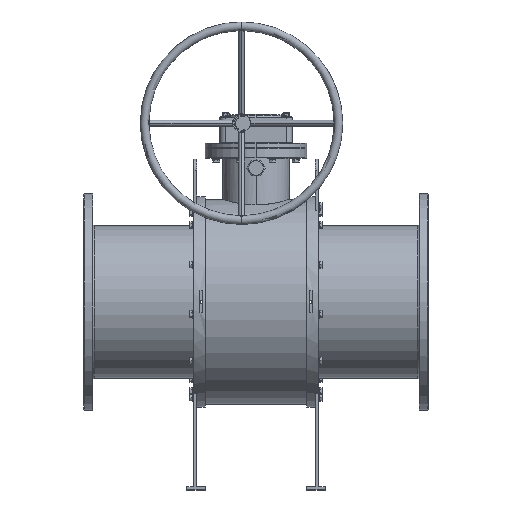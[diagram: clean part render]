
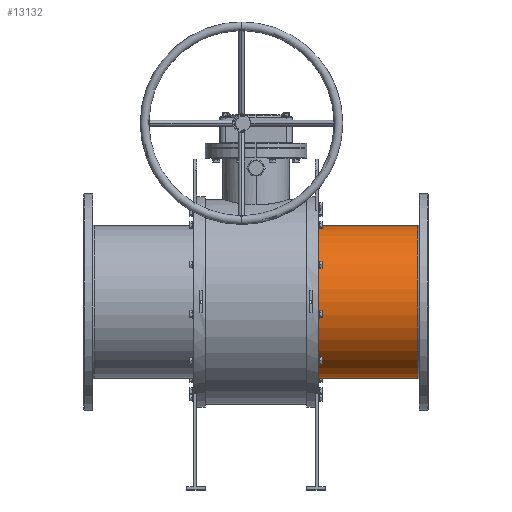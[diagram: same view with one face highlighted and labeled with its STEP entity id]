
A CAD part, top view. The second image highlights one B-rep face of the part: STEP entity #13132.
In plain terms, the highlighted cylindrical face has radius 264.5 mm (diameter 529 mm), a partial arc.
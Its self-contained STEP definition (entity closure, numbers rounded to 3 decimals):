
#247 = CARTESIAN_POINT ( 'NONE',  ( -597., 0., 0. ) ) ;
#383 = AXIS2_PLACEMENT_3D ( 'NONE', #19449, #5117, #20151 ) ;
#593 = AXIS2_PLACEMENT_3D ( 'NONE', #26162, #24226, #21863 ) ;
#1328 = ORIENTED_EDGE ( 'NONE', *, *, #17302, .T. ) ;
#1616 = EDGE_CURVE ( 'NONE', #23207, #14486, #25687, .T. ) ;
#1917 = EDGE_CURVE ( 'NONE', #23207, #27230, #8703, .T. ) ;
#3381 = CARTESIAN_POINT ( 'NONE',  ( 560., 264.5, 0. ) ) ;
#4115 = LINE ( 'NONE', #12612, #19542 ) ;
#4245 = ORIENTED_EDGE ( 'NONE', *, *, #1917, .F. ) ;
#4530 = DIRECTION ( 'NONE',  ( -1., 0., 0. ) ) ;
#4580 = CIRCLE ( 'NONE', #593, 264.5 ) ;
#5117 = DIRECTION ( 'NONE',  ( -1., 0., 0. ) ) ;
#8703 = LINE ( 'NONE', #21499, #26571 ) ;
#8844 = DIRECTION ( 'NONE',  ( 0., -1., 0. ) ) ;
#9121 = DIRECTION ( 'NONE',  ( -1., 0., 0. ) ) ;
#10810 = FACE_OUTER_BOUND ( 'NONE', #20382, .T. ) ;
#12612 = CARTESIAN_POINT ( 'NONE',  ( -597., 264.5, 0. ) ) ;
#13132 = ADVANCED_FACE ( 'NONE', ( #10810 ), #19567, .T. ) ;
#14486 = VERTEX_POINT ( 'NONE', #3381 ) ;
#15259 = CARTESIAN_POINT ( 'NONE',  ( 215., -264.5, 0. ) ) ;
#16238 = ORIENTED_EDGE ( 'NONE', *, *, #1616, .T. ) ;
#16638 = CARTESIAN_POINT ( 'NONE',  ( 560., -264.5, 0. ) ) ;
#16732 = VERTEX_POINT ( 'NONE', #26499 ) ;
#17302 = EDGE_CURVE ( 'NONE', #16732, #27230, #4580, .T. ) ;
#17978 = AXIS2_PLACEMENT_3D ( 'NONE', #247, #4530, #8844 ) ;
#19449 = CARTESIAN_POINT ( 'NONE',  ( 560., 0., 0. ) ) ;
#19542 = VECTOR ( 'NONE', #21099, 1000. ) ;
#19567 = CYLINDRICAL_SURFACE ( 'NONE', #17978, 264.5 ) ;
#20151 = DIRECTION ( 'NONE',  ( 0., 1., 0. ) ) ;
#20382 = EDGE_LOOP ( 'NONE', ( #16238, #26514, #1328, #4245 ) ) ;
#21099 = DIRECTION ( 'NONE',  ( -1., 0., 0. ) ) ;
#21499 = CARTESIAN_POINT ( 'NONE',  ( -597., -264.5, 0. ) ) ;
#21863 = DIRECTION ( 'NONE',  ( 0., 0., -1. ) ) ;
#23207 = VERTEX_POINT ( 'NONE', #16638 ) ;
#24226 = DIRECTION ( 'NONE',  ( 1., 0., 0. ) ) ;
#24918 = EDGE_CURVE ( 'NONE', #14486, #16732, #4115, .T. ) ;
#25687 = CIRCLE ( 'NONE', #383, 264.5 ) ;
#26162 = CARTESIAN_POINT ( 'NONE',  ( 215., 0., 0. ) ) ;
#26499 = CARTESIAN_POINT ( 'NONE',  ( 215., 264.5, 0. ) ) ;
#26514 = ORIENTED_EDGE ( 'NONE', *, *, #24918, .T. ) ;
#26571 = VECTOR ( 'NONE', #9121, 1000. ) ;
#27230 = VERTEX_POINT ( 'NONE', #15259 ) ;
